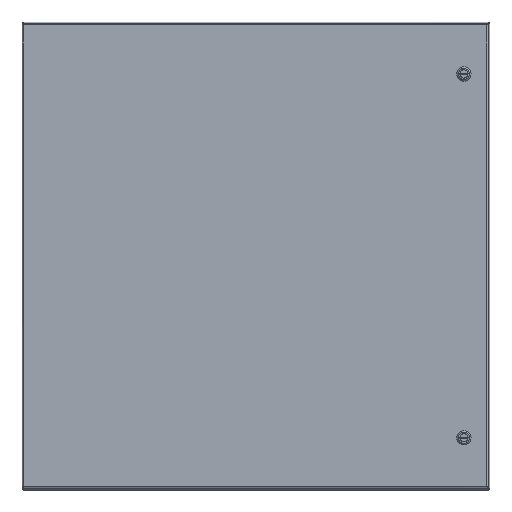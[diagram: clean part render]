
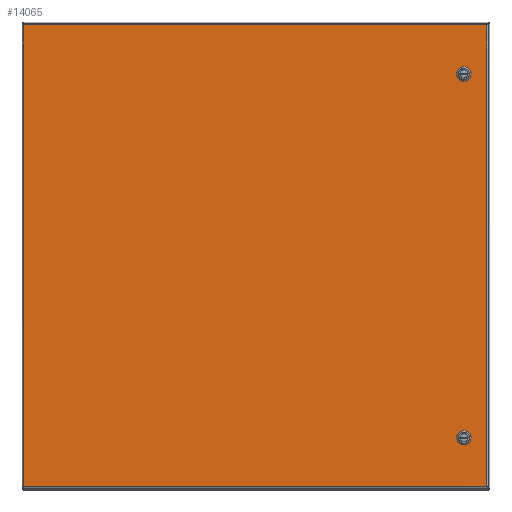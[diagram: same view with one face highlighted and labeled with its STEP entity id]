
A CAD part, top view. The second image highlights one B-rep face of the part: STEP entity #14065.
In plain terms, the highlighted face is planar.
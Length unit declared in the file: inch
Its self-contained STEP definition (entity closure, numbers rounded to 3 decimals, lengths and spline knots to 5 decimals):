
#550=FACE_BOUND('',#2832,.T.);
#551=FACE_BOUND('',#2833,.T.);
#764=CIRCLE('',#14903,0.453);
#766=CIRCLE('',#14907,0.453);
#768=CIRCLE('',#14911,0.453);
#770=CIRCLE('',#14915,0.453);
#772=CIRCLE('',#14919,0.453);
#774=CIRCLE('',#14923,0.453);
#776=CIRCLE('',#14927,0.453);
#778=CIRCLE('',#14931,0.453);
#1380=PLANE('',#14973);
#1907=FACE_OUTER_BOUND('',#2831,.T.);
#2831=EDGE_LOOP('',(#10370,#10371,#10372,#10373));
#2832=EDGE_LOOP('',(#10374,#10375,#10376,#10377,#10378,#10379,#10380,#10381));
#2833=EDGE_LOOP('',(#10382,#10383,#10384,#10385,#10386,#10387,#10388,#10389));
#4143=LINE('',#22673,#5224);
#4147=LINE('',#22685,#5228);
#4151=LINE('',#22697,#5232);
#4155=LINE('',#22707,#5236);
#4159=LINE('',#22721,#5240);
#4163=LINE('',#22733,#5244);
#4167=LINE('',#22745,#5248);
#4171=LINE('',#22755,#5252);
#4219=LINE('',#22861,#5300);
#4225=LINE('',#22943,#5306);
#4240=LINE('',#23043,#5321);
#4255=LINE('',#23142,#5336);
#5224=VECTOR('',#16717,0.42525);
#5228=VECTOR('',#16729,0.42525);
#5232=VECTOR('',#16741,0.42525);
#5236=VECTOR('',#16753,0.42525);
#5240=VECTOR('',#16765,0.42525);
#5244=VECTOR('',#16777,0.42525);
#5248=VECTOR('',#16789,0.42525);
#5252=VECTOR('',#16801,0.42525);
#5300=VECTOR('',#16883,35.5395);
#5306=VECTOR('',#16895,35.6645);
#5321=VECTOR('',#16924,35.5395);
#5336=VECTOR('',#16953,35.6645);
#6317=VERTEX_POINT('',#22664);
#6318=VERTEX_POINT('',#22666);
#6320=VERTEX_POINT('',#22672);
#6322=VERTEX_POINT('',#22678);
#6324=VERTEX_POINT('',#22684);
#6326=VERTEX_POINT('',#22690);
#6328=VERTEX_POINT('',#22696);
#6330=VERTEX_POINT('',#22702);
#6333=VERTEX_POINT('',#22712);
#6334=VERTEX_POINT('',#22714);
#6336=VERTEX_POINT('',#22720);
#6338=VERTEX_POINT('',#22726);
#6340=VERTEX_POINT('',#22732);
#6342=VERTEX_POINT('',#22738);
#6344=VERTEX_POINT('',#22744);
#6346=VERTEX_POINT('',#22750);
#6379=VERTEX_POINT('',#22852);
#6380=VERTEX_POINT('',#22860);
#6385=VERTEX_POINT('',#22935);
#6395=VERTEX_POINT('',#23035);
#7745=EDGE_CURVE('',#6318,#6317,#764,.T.);
#7748=EDGE_CURVE('',#6320,#6318,#4143,.T.);
#7751=EDGE_CURVE('',#6322,#6320,#766,.T.);
#7754=EDGE_CURVE('',#6324,#6322,#4147,.T.);
#7757=EDGE_CURVE('',#6326,#6324,#768,.T.);
#7760=EDGE_CURVE('',#6328,#6326,#4151,.T.);
#7763=EDGE_CURVE('',#6330,#6328,#770,.T.);
#7766=EDGE_CURVE('',#6317,#6330,#4155,.T.);
#7769=EDGE_CURVE('',#6334,#6333,#772,.T.);
#7772=EDGE_CURVE('',#6336,#6334,#4159,.T.);
#7775=EDGE_CURVE('',#6338,#6336,#774,.T.);
#7778=EDGE_CURVE('',#6340,#6338,#4163,.T.);
#7781=EDGE_CURVE('',#6342,#6340,#776,.T.);
#7784=EDGE_CURVE('',#6344,#6342,#4167,.T.);
#7787=EDGE_CURVE('',#6346,#6344,#778,.T.);
#7790=EDGE_CURVE('',#6333,#6346,#4171,.T.);
#7839=EDGE_CURVE('',#6380,#6379,#4219,.T.);
#7849=EDGE_CURVE('',#6379,#6385,#4225,.T.);
#7868=EDGE_CURVE('',#6385,#6395,#4240,.T.);
#7887=EDGE_CURVE('',#6395,#6380,#4255,.T.);
#10370=ORIENTED_EDGE('',*,*,#7839,.T.);
#10371=ORIENTED_EDGE('',*,*,#7849,.T.);
#10372=ORIENTED_EDGE('',*,*,#7868,.T.);
#10373=ORIENTED_EDGE('',*,*,#7887,.T.);
#10374=ORIENTED_EDGE('',*,*,#7745,.T.);
#10375=ORIENTED_EDGE('',*,*,#7766,.T.);
#10376=ORIENTED_EDGE('',*,*,#7763,.T.);
#10377=ORIENTED_EDGE('',*,*,#7760,.T.);
#10378=ORIENTED_EDGE('',*,*,#7757,.T.);
#10379=ORIENTED_EDGE('',*,*,#7754,.T.);
#10380=ORIENTED_EDGE('',*,*,#7751,.T.);
#10381=ORIENTED_EDGE('',*,*,#7748,.T.);
#10382=ORIENTED_EDGE('',*,*,#7769,.T.);
#10383=ORIENTED_EDGE('',*,*,#7790,.T.);
#10384=ORIENTED_EDGE('',*,*,#7787,.T.);
#10385=ORIENTED_EDGE('',*,*,#7784,.T.);
#10386=ORIENTED_EDGE('',*,*,#7781,.T.);
#10387=ORIENTED_EDGE('',*,*,#7778,.T.);
#10388=ORIENTED_EDGE('',*,*,#7775,.T.);
#10389=ORIENTED_EDGE('',*,*,#7772,.T.);
#14065=ADVANCED_FACE('',(#1907,#550,#551),#1380,.F.);
#14903=AXIS2_PLACEMENT_3D('',#22667,#16711,#16712);
#14907=AXIS2_PLACEMENT_3D('',#22679,#16723,#16724);
#14911=AXIS2_PLACEMENT_3D('',#22691,#16735,#16736);
#14915=AXIS2_PLACEMENT_3D('',#22703,#16747,#16748);
#14919=AXIS2_PLACEMENT_3D('',#22715,#16759,#16760);
#14923=AXIS2_PLACEMENT_3D('',#22727,#16771,#16772);
#14927=AXIS2_PLACEMENT_3D('',#22739,#16783,#16784);
#14931=AXIS2_PLACEMENT_3D('',#22751,#16795,#16796);
#14973=AXIS2_PLACEMENT_3D('',#23228,#16978,#16979);
#16711=DIRECTION('center_axis',(0.,0.,1.));
#16712=DIRECTION('ref_axis',(-0.469,-0.883,0.));
#16717=DIRECTION('',(0.,1.,0.));
#16723=DIRECTION('center_axis',(0.,0.,1.));
#16724=DIRECTION('ref_axis',(-0.883,0.469,0.));
#16729=DIRECTION('',(1.,0.,0.));
#16735=DIRECTION('center_axis',(0.,0.,1.));
#16736=DIRECTION('ref_axis',(0.469,0.883,0.));
#16741=DIRECTION('',(0.,-1.,0.));
#16747=DIRECTION('center_axis',(0.,0.,1.));
#16748=DIRECTION('ref_axis',(0.883,-0.469,0.));
#16753=DIRECTION('',(-1.,0.,0.));
#16759=DIRECTION('center_axis',(0.,0.,1.));
#16760=DIRECTION('ref_axis',(-0.469,-0.883,0.));
#16765=DIRECTION('',(0.,1.,0.));
#16771=DIRECTION('center_axis',(0.,0.,1.));
#16772=DIRECTION('ref_axis',(-0.883,0.469,0.));
#16777=DIRECTION('',(1.,0.,0.));
#16783=DIRECTION('center_axis',(0.,0.,1.));
#16784=DIRECTION('ref_axis',(0.469,0.883,0.));
#16789=DIRECTION('',(0.,-1.,0.));
#16795=DIRECTION('center_axis',(0.,0.,1.));
#16796=DIRECTION('ref_axis',(0.883,-0.469,0.));
#16801=DIRECTION('',(-1.,0.,0.));
#16883=DIRECTION('',(0.,-1.,0.));
#16895=DIRECTION('',(-1.,0.,0.));
#16924=DIRECTION('',(0.,1.,0.));
#16953=DIRECTION('',(1.,0.,0.));
#16978=DIRECTION('center_axis',(0.,0.,1.));
#16979=DIRECTION('ref_axis',(1.,0.,0.));
#22664=CARTESIAN_POINT('',(2.08762,4.275,0.));
#22666=CARTESIAN_POINT('',(2.275,4.08762,0.));
#22667=CARTESIAN_POINT('Origin',(1.875,3.875,0.));
#22672=CARTESIAN_POINT('',(2.275,3.66238,0.));
#22673=CARTESIAN_POINT('',(2.275,10.98131,0.));
#22678=CARTESIAN_POINT('',(2.08762,3.475,0.));
#22679=CARTESIAN_POINT('Origin',(1.875,3.875,0.));
#22684=CARTESIAN_POINT('',(1.66238,3.475,0.));
#22685=CARTESIAN_POINT('',(10.01256,3.475,0.));
#22690=CARTESIAN_POINT('',(1.475,3.66238,0.));
#22691=CARTESIAN_POINT('Origin',(1.875,3.875,0.));
#22696=CARTESIAN_POINT('',(1.475,4.08762,0.));
#22697=CARTESIAN_POINT('',(1.475,10.76869,0.));
#22702=CARTESIAN_POINT('',(1.66238,4.275,0.));
#22703=CARTESIAN_POINT('Origin',(1.875,3.875,0.));
#22707=CARTESIAN_POINT('',(9.79994,4.275,0.));
#22712=CARTESIAN_POINT('',(2.08762,32.275,0.));
#22714=CARTESIAN_POINT('',(2.275,32.08762,0.));
#22715=CARTESIAN_POINT('Origin',(1.875,31.875,0.));
#22720=CARTESIAN_POINT('',(2.275,31.66238,0.));
#22721=CARTESIAN_POINT('',(2.275,24.98131,0.));
#22726=CARTESIAN_POINT('',(2.08762,31.475,0.));
#22727=CARTESIAN_POINT('Origin',(1.875,31.875,0.));
#22732=CARTESIAN_POINT('',(1.66238,31.475,0.));
#22733=CARTESIAN_POINT('',(10.01256,31.475,0.));
#22738=CARTESIAN_POINT('',(1.475,31.66238,0.));
#22739=CARTESIAN_POINT('Origin',(1.875,31.875,0.));
#22744=CARTESIAN_POINT('',(1.475,32.08762,0.));
#22745=CARTESIAN_POINT('',(1.475,24.76869,0.));
#22750=CARTESIAN_POINT('',(1.66238,32.275,0.));
#22751=CARTESIAN_POINT('Origin',(1.875,31.875,0.));
#22755=CARTESIAN_POINT('',(9.79994,32.275,0.));
#22852=CARTESIAN_POINT('',(35.76975,0.10525,0.));
#22860=CARTESIAN_POINT('',(35.76975,35.64475,0.));
#22861=CARTESIAN_POINT('',(35.76975,26.75988,0.));
#22935=CARTESIAN_POINT('',(0.10525,0.10525,0.));
#22943=CARTESIAN_POINT('',(26.85363,0.10525,0.));
#23035=CARTESIAN_POINT('',(0.10525,35.64475,0.));
#23043=CARTESIAN_POINT('',(0.10525,8.99013,0.));
#23142=CARTESIAN_POINT('',(9.02137,35.64475,0.));
#23228=CARTESIAN_POINT('Origin',(17.9375,17.875,0.));
